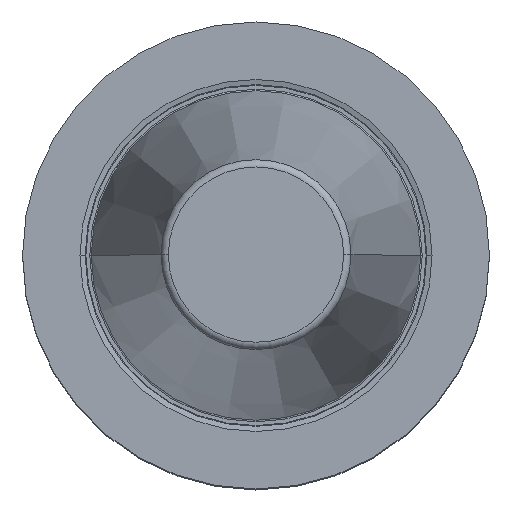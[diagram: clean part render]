
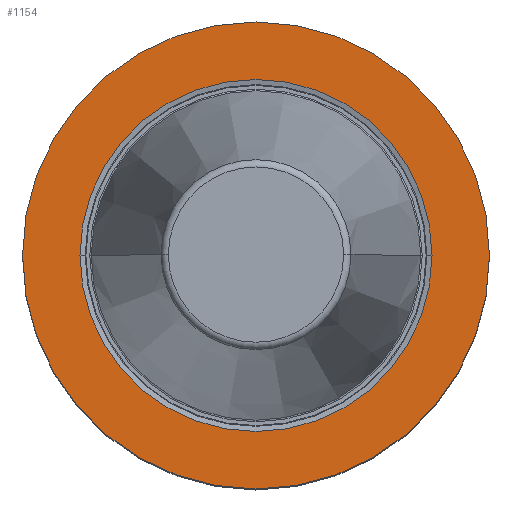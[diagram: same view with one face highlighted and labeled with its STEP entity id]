
A CAD part, top view. The second image highlights one B-rep face of the part: STEP entity #1154.
In plain terms, the highlighted planar face has unit normal (0, 0, 1).
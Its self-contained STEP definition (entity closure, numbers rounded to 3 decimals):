
#115=CARTESIAN_POINT('',(0.,0.,-2.));
#116=DIRECTION('',(0.,0.,-1.));
#117=DIRECTION('',(1.,0.,0.));
#118=AXIS2_PLACEMENT_3D('',#115,#116,#117);
#123=CARTESIAN_POINT('',(0.,0.,-2.));
#124=DIRECTION('',(0.,0.,1.));
#125=DIRECTION('',(1.,0.,0.));
#126=AXIS2_PLACEMENT_3D('',#123,#124,#125);
#131=CARTESIAN_POINT('',(0.,0.,-2.));
#132=DIRECTION('',(0.,0.,1.));
#133=DIRECTION('',(1.,0.,0.));
#134=AXIS2_PLACEMENT_3D('',#131,#132,#133);
#139=CARTESIAN_POINT('',(0.,0.,-2.));
#140=DIRECTION('',(0.,0.,1.));
#141=DIRECTION('',(-1.,0.,0.));
#142=AXIS2_PLACEMENT_3D('',#139,#140,#141);
#979=CARTESIAN_POINT('',(31.5,0.,-2.));
#980=CARTESIAN_POINT('',(-31.5,0.,-2.));
#981=VERTEX_POINT('',#979);
#982=VERTEX_POINT('',#980);
#1041=CARTESIAN_POINT('',(23.746,0.,-2.));
#1042=VERTEX_POINT('',#1041);
#1045=CARTESIAN_POINT('',(-23.746,0.,-2.));
#1046=VERTEX_POINT('',#1045);
#1139=CARTESIAN_POINT('',(0.,0.,-2.));
#1140=DIRECTION('',(0.,0.,-1.));
#1141=DIRECTION('',(-1.,0.,0.));
#1142=AXIS2_PLACEMENT_3D('',#1139,#1140,#1141);
#1143=PLANE('',#1142);
#1144=ORIENTED_EDGE('',*,*,#1060,.T.);
#1145=ORIENTED_EDGE('',*,*,#1119,.F.);
#1146=EDGE_LOOP('',(#1144,#1145));
#1147=FACE_OUTER_BOUND('',#1146,.F.);
#1149=ORIENTED_EDGE('',*,*,#1148,.T.);
#1151=ORIENTED_EDGE('',*,*,#1150,.T.);
#1152=EDGE_LOOP('',(#1149,#1151));
#1153=FACE_BOUND('',#1152,.F.);
#119=CIRCLE('',#118,31.5);
#127=CIRCLE('',#126,31.5);
#135=CIRCLE('',#134,23.746);
#143=CIRCLE('',#142,23.746);
#1060=EDGE_CURVE('',#981,#982,#119,.T.);
#1119=EDGE_CURVE('',#981,#982,#127,.T.);
#1148=EDGE_CURVE('',#1042,#1046,#135,.T.);
#1150=EDGE_CURVE('',#1046,#1042,#143,.T.);
#1154=ADVANCED_FACE('',(#1147,#1153),#1143,.F.);
